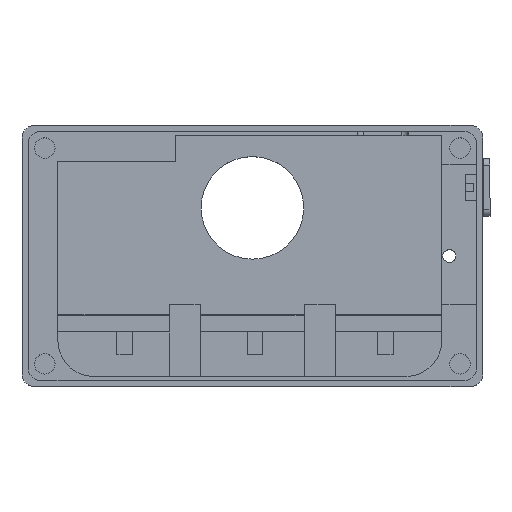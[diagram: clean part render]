
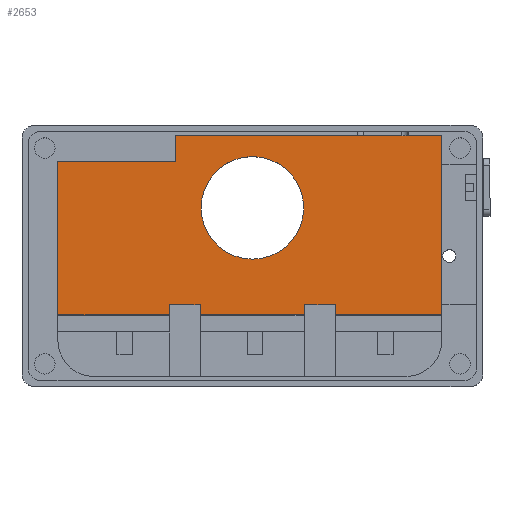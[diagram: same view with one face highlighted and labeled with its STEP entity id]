
A CAD part, top view. The second image highlights one B-rep face of the part: STEP entity #2653.
In plain terms, the highlighted face is planar.
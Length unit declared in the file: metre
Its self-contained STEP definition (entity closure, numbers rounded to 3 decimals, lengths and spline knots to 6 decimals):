
#63=CIRCLE('',#2715,0.01);
#731=ORIENTED_EDGE('',*,*,#939,.T.);
#732=ORIENTED_EDGE('',*,*,#914,.T.);
#733=ORIENTED_EDGE('',*,*,#980,.T.);
#734=ORIENTED_EDGE('',*,*,#1201,.F.);
#735=ORIENTED_EDGE('',*,*,#985,.F.);
#736=ORIENTED_EDGE('',*,*,#934,.T.);
#737=ORIENTED_EDGE('',*,*,#994,.T.);
#738=ORIENTED_EDGE('',*,*,#1036,.F.);
#739=ORIENTED_EDGE('',*,*,#1080,.F.);
#740=ORIENTED_EDGE('',*,*,#1081,.T.);
#741=ORIENTED_EDGE('',*,*,#996,.F.);
#742=ORIENTED_EDGE('',*,*,#918,.T.);
#743=ORIENTED_EDGE('',*,*,#957,.T.);
#744=ORIENTED_EDGE('',*,*,#1200,.F.);
#745=ORIENTED_EDGE('',*,*,#975,.F.);
#914=EDGE_CURVE('',#1292,#1293,#1540,.T.);
#918=EDGE_CURVE('',#1297,#1296,#1544,.T.);
#934=EDGE_CURVE('',#1309,#1308,#1560,.T.);
#939=EDGE_CURVE('',#1313,#1313,#63,.F.);
#957=EDGE_CURVE('',#1296,#1327,#1581,.T.);
#975=EDGE_CURVE('',#1292,#1339,#1597,.T.);
#980=EDGE_CURVE('',#1293,#1342,#1602,.T.);
#985=EDGE_CURVE('',#1309,#1345,#1607,.T.);
#994=EDGE_CURVE('',#1308,#1352,#1616,.T.);
#996=EDGE_CURVE('',#1297,#1354,#1618,.T.);
#1036=EDGE_CURVE('',#1389,#1352,#1646,.T.);
#1080=EDGE_CURVE('',#1419,#1389,#1674,.T.);
#1081=EDGE_CURVE('',#1419,#1354,#1675,.T.);
#1200=EDGE_CURVE('',#1339,#1327,#1774,.T.);
#1201=EDGE_CURVE('',#1345,#1342,#1775,.T.);
#1292=VERTEX_POINT('',#3702);
#1293=VERTEX_POINT('',#3703);
#1296=VERTEX_POINT('',#3709);
#1297=VERTEX_POINT('',#3711);
#1308=VERTEX_POINT('',#3737);
#1309=VERTEX_POINT('',#3739);
#1313=VERTEX_POINT('',#3749);
#1327=VERTEX_POINT('',#3783);
#1339=VERTEX_POINT('',#3817);
#1342=VERTEX_POINT('',#3825);
#1345=VERTEX_POINT('',#3836);
#1352=VERTEX_POINT('',#3852);
#1354=VERTEX_POINT('',#3858);
#1389=VERTEX_POINT('',#3937);
#1419=VERTEX_POINT('',#4022);
#1540=LINE('',#3701,#1854);
#1544=LINE('',#3710,#1858);
#1560=LINE('',#3738,#1874);
#1581=LINE('',#3784,#1895);
#1597=LINE('',#3816,#1911);
#1602=LINE('',#3826,#1916);
#1607=LINE('',#3835,#1921);
#1616=LINE('',#3853,#1930);
#1618=LINE('',#3857,#1932);
#1646=LINE('',#3938,#1960);
#1674=LINE('',#4023,#1988);
#1675=LINE('',#4025,#1989);
#1774=LINE('',#4271,#2088);
#1775=LINE('',#4273,#2089);
#1854=VECTOR('',#2957,1.);
#1858=VECTOR('',#2961,1.);
#1874=VECTOR('',#2977,1.);
#1895=VECTOR('',#3010,1.);
#1911=VECTOR('',#3036,1.);
#1916=VECTOR('',#3043,1.);
#1921=VECTOR('',#3052,1.);
#1930=VECTOR('',#3063,1.);
#1932=VECTOR('',#3067,1.);
#1960=VECTOR('',#3129,1.);
#1988=VECTOR('',#3211,1.);
#1989=VECTOR('',#3214,1.);
#2088=VECTOR('',#3503,1.);
#2089=VECTOR('',#3506,1.);
#2263=EDGE_LOOP('',(#731));
#2264=EDGE_LOOP('',(#732,#733,#734,#735,#736,#737,#738,#739,#740,#741,#742,
#743,#744,#745));
#2417=FACE_BOUND('',#2263,.T.);
#2418=FACE_BOUND('',#2264,.T.);
#2522=PLANE('',#2870);
#2653=ADVANCED_FACE('',(#2417,#2418),#2522,.T.);
#2715=AXIS2_PLACEMENT_3D('',#3748,#2985,#2986);
#2870=AXIS2_PLACEMENT_3D('',#4274,#3507,#3508);
#2957=DIRECTION('',(-1.,0.,0.));
#2961=DIRECTION('',(-1.,0.,0.));
#2977=DIRECTION('',(-1.,0.,0.));
#2985=DIRECTION('',(0.,0.,-1.));
#2986=DIRECTION('',(-1.,0.,0.));
#3010=DIRECTION('',(0.,1.,0.));
#3036=DIRECTION('',(0.,1.,0.));
#3043=DIRECTION('',(0.,1.,0.));
#3052=DIRECTION('',(0.,1.,0.));
#3063=DIRECTION('',(0.,1.,0.));
#3067=DIRECTION('',(0.,1.,0.));
#3129=DIRECTION('',(-1.,0.,0.));
#3211=DIRECTION('',(0.,1.,0.));
#3214=DIRECTION('',(1.,0.,0.));
#3503=DIRECTION('',(1.,0.,0.));
#3506=DIRECTION('',(1.,0.,0.));
#3507=DIRECTION('',(0.,0.,-1.));
#3508=DIRECTION('',(1.,0.,0.));
#3701=CARTESIAN_POINT('',(0.,-0.0115,0.0095));
#3702=CARTESIAN_POINT('',(0.0102,-0.0115,0.0095));
#3703=CARTESIAN_POINT('',(-0.0102,-0.0115,0.0095));
#3709=CARTESIAN_POINT('',(0.0162,-0.0115,0.0095));
#3710=CARTESIAN_POINT('',(0.,-0.0115,0.0095));
#3711=CARTESIAN_POINT('',(0.03795,-0.0115,0.0095));
#3737=CARTESIAN_POINT('',(-0.03695,-0.0115,0.0095));
#3738=CARTESIAN_POINT('',(0.,-0.0115,0.0095));
#3739=CARTESIAN_POINT('',(-0.0162,-0.0115,0.0095));
#3748=CARTESIAN_POINT('',(0.,0.0094,0.0095));
#3749=CARTESIAN_POINT('',(-0.01,0.0094,0.0095));
#3783=CARTESIAN_POINT('',(0.0162,-0.0095,0.0095));
#3784=CARTESIAN_POINT('',(0.0162,-0.0105,0.0095));
#3816=CARTESIAN_POINT('',(0.0102,-0.0105,0.0095));
#3817=CARTESIAN_POINT('',(0.0102,-0.0095,0.0095));
#3825=CARTESIAN_POINT('',(-0.0102,-0.0095,0.0095));
#3826=CARTESIAN_POINT('',(-0.0102,-0.0105,0.0095));
#3835=CARTESIAN_POINT('',(-0.0162,-0.0105,0.0095));
#3836=CARTESIAN_POINT('',(-0.0162,-0.0095,0.0095));
#3852=CARTESIAN_POINT('',(-0.03695,0.0235,0.0095));
#3853=CARTESIAN_POINT('',(-0.03695,0.001,0.0095));
#3857=CARTESIAN_POINT('',(0.03795,0.001,0.0095));
#3858=CARTESIAN_POINT('',(0.03795,0.0185,0.0095));
#3937=CARTESIAN_POINT('',(0.01505,0.0235,0.0095));
#3938=CARTESIAN_POINT('',(-0.01095,0.0235,0.0095));
#4022=CARTESIAN_POINT('',(0.01505,0.0185,0.0095));
#4023=CARTESIAN_POINT('',(0.01505,0.021,0.0095));
#4025=CARTESIAN_POINT('',(0.0265,0.0185,0.0095));
#4271=CARTESIAN_POINT('',(0.0132,-0.0095,0.0095));
#4273=CARTESIAN_POINT('',(-0.0132,-0.0095,0.0095));
#4274=CARTESIAN_POINT('',(0.,0.,0.0095));
